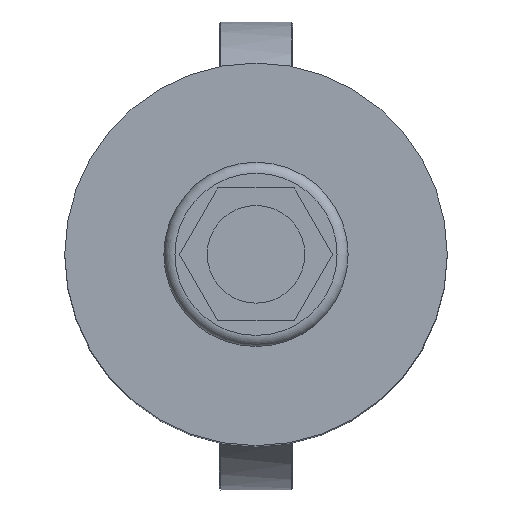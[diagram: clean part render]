
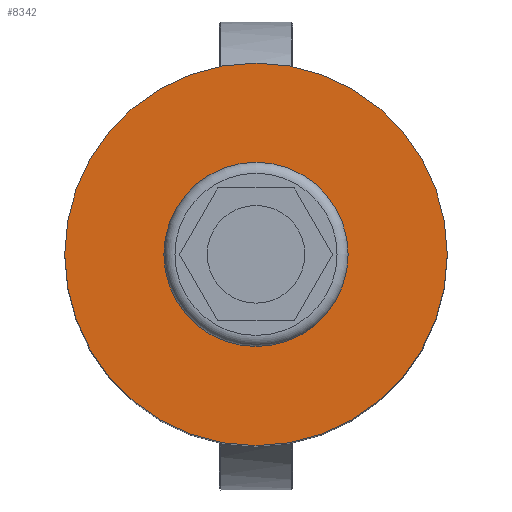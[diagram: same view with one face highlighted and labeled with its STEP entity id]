
A CAD part, top view. The second image highlights one B-rep face of the part: STEP entity #8342.
In plain terms, the highlighted planar face has unit normal (0, 0, 1).
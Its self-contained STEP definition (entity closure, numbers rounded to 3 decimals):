
#8274=CARTESIAN_POINT('',(0.,-25.,254.5));
#8275=VERTEX_POINT('',#8274);
#8276=CARTESIAN_POINT('',(0.,0.,254.5));
#8277=DIRECTION('',(0.0,0.0,-1.0));
#8278=DIRECTION('',(0.0,-1.0,0.0));
#8279=AXIS2_PLACEMENT_3D('',#8276,#8277,#8278);
#8280=CIRCLE('',#8279,25.0);
#8281=EDGE_CURVE('',#8275,#8275,#8280,.T.);
#8308=CARTESIAN_POINT('',(-51.9,0.,254.5));
#8309=VERTEX_POINT('',#8308);
#8310=CARTESIAN_POINT('',(0.,0.,254.5));
#8311=DIRECTION('',(0.0,0.0,-1.0));
#8312=DIRECTION('',(1.0,0.0,0.0));
#8313=AXIS2_PLACEMENT_3D('',#8310,#8311,#8312);
#8314=CIRCLE('',#8313,51.9);
#8315=EDGE_CURVE('',#8309,#8309,#8314,.T.);
#8331=CARTESIAN_POINT('',(0.,0.,254.5));
#8332=DIRECTION('',(0.0,0.0,-1.0));
#8333=DIRECTION('',(1.0,0.0,0.0));
#8334=AXIS2_PLACEMENT_3D('',#8331,#8332,#8333);
#8335=PLANE('',#8334);
#8336=ORIENTED_EDGE('',*,*,#8315,.F.);
#8337=EDGE_LOOP('',(#8336));
#8338=FACE_OUTER_BOUND('',#8337,.T.);
#8339=ORIENTED_EDGE('',*,*,#8281,.T.);
#8340=EDGE_LOOP('',(#8339));
#8341=FACE_BOUND('',#8340,.T.);
#8342=ADVANCED_FACE('',(#8338,#8341),#8335,.F.);
